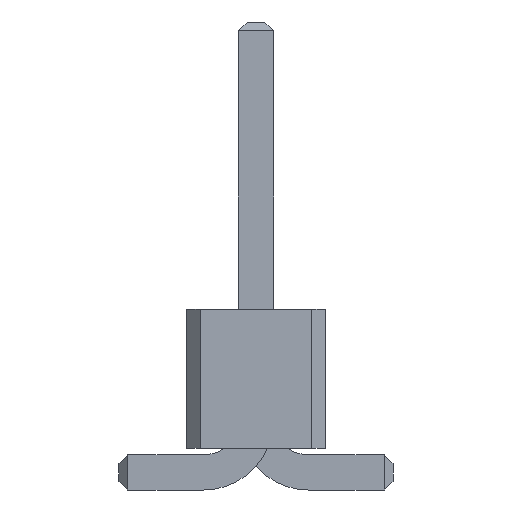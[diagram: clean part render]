
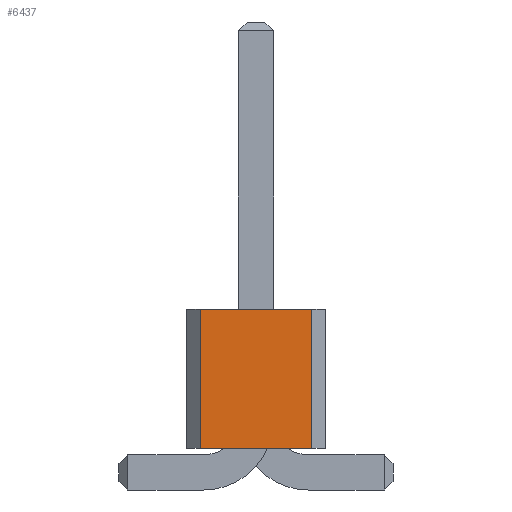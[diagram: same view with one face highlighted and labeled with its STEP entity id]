
A CAD part, front view. The second image highlights one B-rep face of the part: STEP entity #6437.
In plain terms, the highlighted planar face has unit normal (0, -1, 0).
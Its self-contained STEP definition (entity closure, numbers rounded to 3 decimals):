
#647 = VERTEX_POINT('',#648);
#648 = CARTESIAN_POINT('',(1.016,-30.48,0.76));
#654 = EDGE_CURVE('',#655,#647,#657,.T.);
#655 = VERTEX_POINT('',#656);
#656 = CARTESIAN_POINT('',(-1.016,-30.48,0.76));
#657 = LINE('',#658,#659);
#658 = CARTESIAN_POINT('',(-1.27,-30.48,0.76));
#659 = VECTOR('',#660,1.);
#660 = DIRECTION('',(1.,0.,0.));
#2655 = VERTEX_POINT('',#2656);
#2656 = CARTESIAN_POINT('',(-1.016,-30.48,3.3));
#2662 = EDGE_CURVE('',#2655,#2663,#2665,.T.);
#2663 = VERTEX_POINT('',#2664);
#2664 = CARTESIAN_POINT('',(1.016,-30.48,3.3));
#2665 = LINE('',#2666,#2667);
#2666 = CARTESIAN_POINT('',(-1.27,-30.48,3.3));
#2667 = VECTOR('',#2668,1.);
#2668 = DIRECTION('',(1.,0.,0.));
#6427 = EDGE_CURVE('',#655,#2655,#6428,.T.);
#6428 = LINE('',#6429,#6430);
#6429 = CARTESIAN_POINT('',(-1.016,-30.48,0.76));
#6430 = VECTOR('',#6431,1.);
#6431 = DIRECTION('',(0.,0.,1.));
#6437 = ADVANCED_FACE('',(#6438),#6449,.F.);
#6438 = FACE_BOUND('',#6439,.F.);
#6439 = EDGE_LOOP('',(#6440,#6441,#6442,#6443));
#6440 = ORIENTED_EDGE('',*,*,#654,.F.);
#6441 = ORIENTED_EDGE('',*,*,#6427,.T.);
#6442 = ORIENTED_EDGE('',*,*,#2662,.T.);
#6443 = ORIENTED_EDGE('',*,*,#6444,.F.);
#6444 = EDGE_CURVE('',#647,#2663,#6445,.T.);
#6445 = LINE('',#6446,#6447);
#6446 = CARTESIAN_POINT('',(1.016,-30.48,0.76));
#6447 = VECTOR('',#6448,1.);
#6448 = DIRECTION('',(0.,0.,1.));
#6449 = PLANE('',#6450);
#6450 = AXIS2_PLACEMENT_3D('',#6451,#6452,#6453);
#6451 = CARTESIAN_POINT('',(-1.27,-30.48,0.76));
#6452 = DIRECTION('',(0.,1.,0.));
#6453 = DIRECTION('',(1.,0.,0.));
